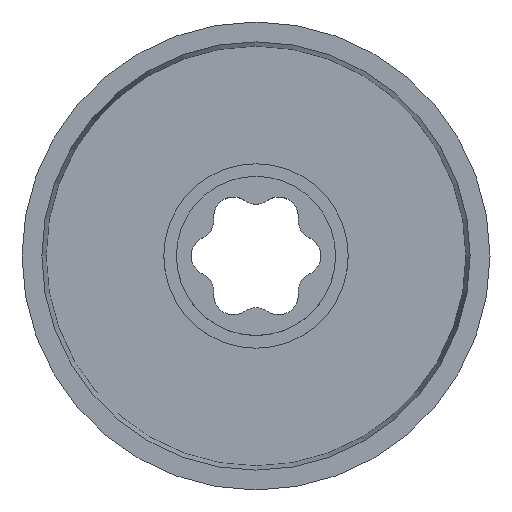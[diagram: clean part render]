
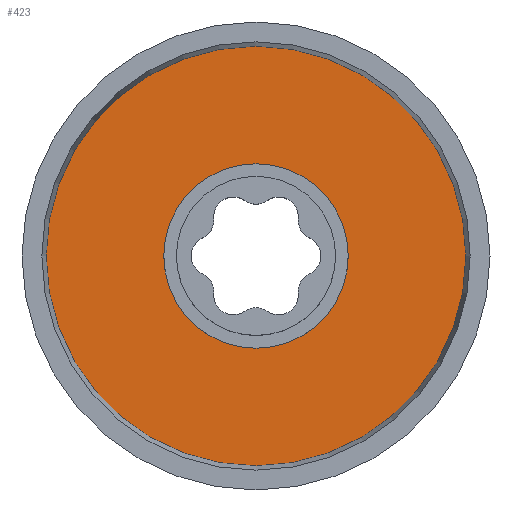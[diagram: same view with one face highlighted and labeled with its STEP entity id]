
A CAD part, top view. The second image highlights one B-rep face of the part: STEP entity #423.
In plain terms, the highlighted planar face has unit normal (0, 0, 1).
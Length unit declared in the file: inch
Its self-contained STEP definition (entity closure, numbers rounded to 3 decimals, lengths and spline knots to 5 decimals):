
#24=FACE_BOUND('',#94,.T.);
#32=PLANE('',#510);
#59=FACE_OUTER_BOUND('',#93,.T.);
#93=EDGE_LOOP('',(#378));
#94=EDGE_LOOP('',(#379));
#163=CIRCLE('',#493,0.29528);
#170=CIRCLE('',#509,0.67213);
#201=VERTEX_POINT('',#754);
#208=VERTEX_POINT('',#781);
#254=EDGE_CURVE('',#201,#201,#163,.T.);
#265=EDGE_CURVE('',#208,#208,#170,.T.);
#378=ORIENTED_EDGE('',*,*,#265,.T.);
#379=ORIENTED_EDGE('',*,*,#254,.F.);
#423=ADVANCED_FACE('',(#59,#24),#32,.T.);
#493=AXIS2_PLACEMENT_3D('',#756,#622,#623);
#509=AXIS2_PLACEMENT_3D('',#783,#658,#659);
#510=AXIS2_PLACEMENT_3D('',#784,#660,#661);
#622=DIRECTION('center_axis',(0.,0.,1.));
#623=DIRECTION('ref_axis',(1.,0.,0.));
#658=DIRECTION('center_axis',(0.,0.,1.));
#659=DIRECTION('ref_axis',(1.,0.,0.));
#660=DIRECTION('center_axis',(0.,0.,1.));
#661=DIRECTION('ref_axis',(1.,0.,0.));
#754=CARTESIAN_POINT('',(0.29528,0.,-0.0625));
#756=CARTESIAN_POINT('Origin',(0.,0.,-0.0625));
#781=CARTESIAN_POINT('',(0.67213,0.,-0.0625));
#783=CARTESIAN_POINT('Origin',(0.,0.,-0.0625));
#784=CARTESIAN_POINT('Origin',(-0.29528,0.,-0.0625));
